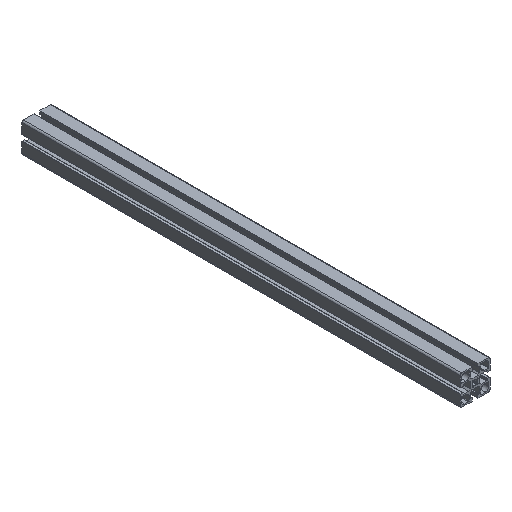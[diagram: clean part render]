
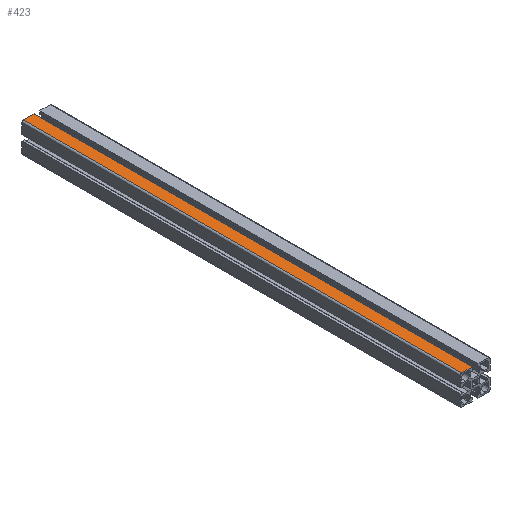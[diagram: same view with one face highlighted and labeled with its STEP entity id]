
A CAD part, isometric view. The second image highlights one B-rep face of the part: STEP entity #423.
In plain terms, the highlighted planar face has unit normal (0, 0, 1).
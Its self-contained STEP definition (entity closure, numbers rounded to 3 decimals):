
#423=ADVANCED_FACE('',(#857),#858,.T.);
#857=FACE_OUTER_BOUND('',#1289,.T.);
#858=PLANE('',#1290);
#1289=EDGE_LOOP('',(#2619,#2620,#2621,#2622));
#1290=AXIS2_PLACEMENT_3D('',#2623,#2624,#2625);
#2619=ORIENTED_EDGE('',*,*,#2914,.T.);
#2620=ORIENTED_EDGE('',*,*,#2811,.T.);
#2621=ORIENTED_EDGE('',*,*,#3218,.T.);
#2622=ORIENTED_EDGE('',*,*,#3021,.T.);
#2623=CARTESIAN_POINT('',(22.5,660.0,45.0));
#2624=DIRECTION('',(0.0,0.0,1.0));
#2625=DIRECTION('',(-1.0,0.0,0.0));
#2811=EDGE_CURVE('',#3456,#3454,#3457,.T.);
#2914=EDGE_CURVE('',#3628,#3456,#3630,.T.);
#3021=EDGE_CURVE('',#3775,#3628,#3776,.T.);
#3218=EDGE_CURVE('',#3454,#3775,#4037,.T.);
#3454=VERTEX_POINT('',#4336);
#3456=VERTEX_POINT('',#4338);
#3457=LINE('',#4339,#4340);
#3628=VERTEX_POINT('',#4570);
#3630=LINE('',#4572,#4573);
#3775=VERTEX_POINT('',#4776);
#3776=LINE('',#4777,#4778);
#4037=LINE('',#5132,#5133);
#4336=CARTESIAN_POINT('',(2.5,660.0,45.0));
#4338=CARTESIAN_POINT('',(18.1,660.0,45.0));
#4339=CARTESIAN_POINT('',(42.5,660.0,45.0));
#4340=VECTOR('',#5358,1.0);
#4570=CARTESIAN_POINT('',(18.1,0.0,45.0));
#4572=CARTESIAN_POINT('',(18.1,330.0,45.0));
#4573=VECTOR('',#5499,1.0);
#4776=CARTESIAN_POINT('',(2.5,0.0,45.0));
#4777=CARTESIAN_POINT('',(42.5,0.0,45.0));
#4778=VECTOR('',#5603,1.0);
#5132=CARTESIAN_POINT('',(2.5,660.0,45.0));
#5133=VECTOR('',#5808,1.0);
#5358=DIRECTION('',(-1.0,0.0,0.0));
#5499=DIRECTION('',(0.0,1.0,0.0));
#5603=DIRECTION('',(1.0,0.0,0.0));
#5808=DIRECTION('',(0.0,-1.0,0.0));
